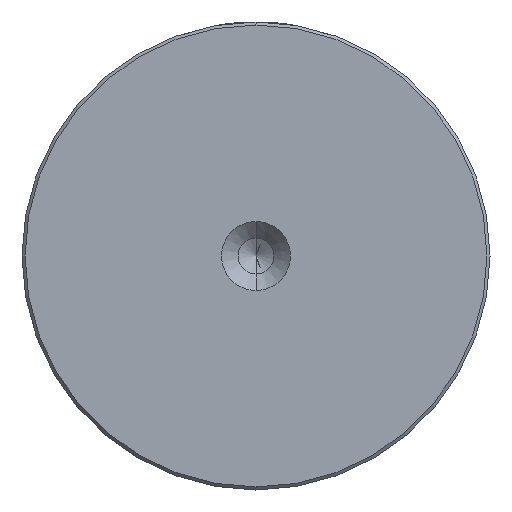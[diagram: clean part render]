
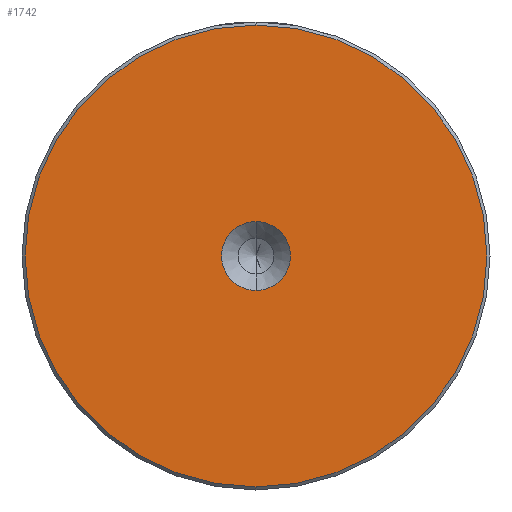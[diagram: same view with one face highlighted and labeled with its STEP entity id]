
A CAD part, left-side view. The second image highlights one B-rep face of the part: STEP entity #1742.
In plain terms, the highlighted planar face has unit normal (-1, 0, 0).
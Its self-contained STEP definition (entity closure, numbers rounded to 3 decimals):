
#188 = FACE_BOUND ( 'NONE', #321, .T. ) ;
#290 = CARTESIAN_POINT ( 'NONE',  ( 0., 0., -5.6 ) ) ;
#301 = ORIENTED_EDGE ( 'NONE', *, *, #433, .F. ) ;
#302 = CARTESIAN_POINT ( 'NONE',  ( 0., 0., 0. ) ) ;
#321 = EDGE_LOOP ( 'NONE', ( #416, #301 ) ) ;
#373 = EDGE_CURVE ( 'NONE', #2008, #1012, #2524, .T. ) ;
#416 = ORIENTED_EDGE ( 'NONE', *, *, #634, .F. ) ;
#433 = EDGE_CURVE ( 'NONE', #1266, #1481, #946, .T. ) ;
#511 = CIRCLE ( 'NONE', #1184, 5.6 ) ;
#513 = DIRECTION ( 'NONE',  ( -1., 0., 0. ) ) ;
#610 = DIRECTION ( 'NONE',  ( 0., 0., 1. ) ) ;
#614 = DIRECTION ( 'NONE',  ( -1., 0., 0. ) ) ;
#622 = CARTESIAN_POINT ( 'NONE',  ( 0., 0., 0. ) ) ;
#634 = EDGE_CURVE ( 'NONE', #1481, #1266, #511, .T. ) ;
#796 = ORIENTED_EDGE ( 'NONE', *, *, #373, .T. ) ;
#902 = PLANE ( 'NONE',  #2208 ) ;
#946 = CIRCLE ( 'NONE', #1486, 5.6 ) ;
#974 = AXIS2_PLACEMENT_3D ( 'NONE', #622, #614, #610 ) ;
#1012 = VERTEX_POINT ( 'NONE', #2072 ) ;
#1090 = DIRECTION ( 'NONE',  ( -1., 0., 0. ) ) ;
#1184 = AXIS2_PLACEMENT_3D ( 'NONE', #1602, #1593, #1588 ) ;
#1224 = FACE_OUTER_BOUND ( 'NONE', #1230, .T. ) ;
#1230 = EDGE_LOOP ( 'NONE', ( #796, #2482 ) ) ;
#1266 = VERTEX_POINT ( 'NONE', #290 ) ;
#1279 = CARTESIAN_POINT ( 'NONE',  ( 0., 0., 0. ) ) ;
#1481 = VERTEX_POINT ( 'NONE', #2136 ) ;
#1486 = AXIS2_PLACEMENT_3D ( 'NONE', #302, #2382, #2203 ) ;
#1588 = DIRECTION ( 'NONE',  ( 0., 0., 1. ) ) ;
#1590 = AXIS2_PLACEMENT_3D ( 'NONE', #1657, #513, #1846 ) ;
#1593 = DIRECTION ( 'NONE',  ( -1., 0., 0. ) ) ;
#1602 = CARTESIAN_POINT ( 'NONE',  ( 0., 0., 0. ) ) ;
#1657 = CARTESIAN_POINT ( 'NONE',  ( 0., 0., 0. ) ) ;
#1721 = EDGE_CURVE ( 'NONE', #1012, #2008, #2170, .T. ) ;
#1742 = ADVANCED_FACE ( 'NONE', ( #1224, #188 ), #902, .T. ) ;
#1846 = DIRECTION ( 'NONE',  ( 0., 0., 1. ) ) ;
#1995 = CARTESIAN_POINT ( 'NONE',  ( 0., 0., -37.5 ) ) ;
#2008 = VERTEX_POINT ( 'NONE', #1995 ) ;
#2072 = CARTESIAN_POINT ( 'NONE',  ( 0., 0., 37.5 ) ) ;
#2136 = CARTESIAN_POINT ( 'NONE',  ( 0., 0., 5.6 ) ) ;
#2170 = CIRCLE ( 'NONE', #1590, 37.5 ) ;
#2203 = DIRECTION ( 'NONE',  ( 0., 0., 1. ) ) ;
#2208 = AXIS2_PLACEMENT_3D ( 'NONE', #1279, #1090, #2426 ) ;
#2382 = DIRECTION ( 'NONE',  ( -1., 0., 0. ) ) ;
#2426 = DIRECTION ( 'NONE',  ( 0., 0., 1. ) ) ;
#2482 = ORIENTED_EDGE ( 'NONE', *, *, #1721, .T. ) ;
#2524 = CIRCLE ( 'NONE', #974, 37.5 ) ;
